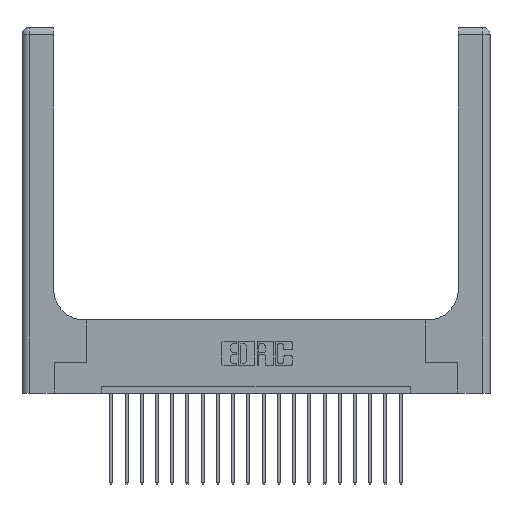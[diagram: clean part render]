
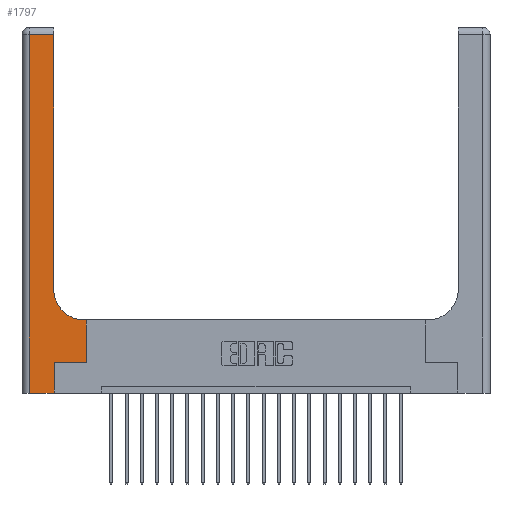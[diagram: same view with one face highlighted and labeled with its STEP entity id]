
A CAD part, top view. The second image highlights one B-rep face of the part: STEP entity #1797.
In plain terms, the highlighted planar face has unit normal (0, 0, 1).
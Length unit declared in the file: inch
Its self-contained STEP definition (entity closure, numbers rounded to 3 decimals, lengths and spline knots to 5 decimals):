
#528 = DIRECTION ( 'NONE',  ( 1., 0., 0. ) ) ;
#1754 = VERTEX_POINT ( 'NONE', #4919 ) ;
#1797 = ADVANCED_FACE ( 'NONE', ( #17387 ), #19585, .F. ) ;
#1845 = VECTOR ( 'NONE', #16019, 39.37008 ) ;
#2318 = DIRECTION ( 'NONE',  ( 0., 0., -1. ) ) ;
#2663 = VERTEX_POINT ( 'NONE', #12952 ) ;
#2745 = ORIENTED_EDGE ( 'NONE', *, *, #11378, .T. ) ;
#3561 = ORIENTED_EDGE ( 'NONE', *, *, #17049, .T. ) ;
#3706 = CARTESIAN_POINT ( 'NONE',  ( 0.528, 0.25, 0.37 ) ) ;
#3744 = DIRECTION ( 'NONE',  ( 0., 1., 0. ) ) ;
#4103 = DIRECTION ( 'NONE',  ( 1., 0., 0. ) ) ;
#4500 = ORIENTED_EDGE ( 'NONE', *, *, #20754, .T. ) ;
#4629 = LINE ( 'NONE', #17596, #9807 ) ;
#4862 = LINE ( 'NONE', #16331, #8966 ) ;
#4919 = CARTESIAN_POINT ( 'NONE',  ( 0.265, 0., 0.37 ) ) ;
#4966 = DIRECTION ( 'NONE',  ( 0., -1., 0. ) ) ;
#5418 = CARTESIAN_POINT ( 'NONE',  ( 0.26, 2.94, 0.37 ) ) ;
#6096 = VECTOR ( 'NONE', #8225, 39.37008 ) ;
#6190 = DIRECTION ( 'NONE',  ( -1., 0., 0. ) ) ;
#6556 = VERTEX_POINT ( 'NONE', #16698 ) ;
#6700 = EDGE_LOOP ( 'NONE', ( #4500, #13500, #17528, #15735, #13218, #2745, #9683, #11798, #3561 ) ) ;
#7022 = DIRECTION ( 'NONE',  ( 0., 1., 0. ) ) ;
#7607 = CARTESIAN_POINT ( 'NONE',  ( 0.528, 0.6, 0.37 ) ) ;
#7794 = LINE ( 'NONE', #11392, #7890 ) ;
#7890 = VECTOR ( 'NONE', #6190, 39.37008 ) ;
#7982 = LINE ( 'NONE', #14367, #11866 ) ;
#8225 = DIRECTION ( 'NONE',  ( -1., 0., 0. ) ) ;
#8643 = CARTESIAN_POINT ( 'NONE',  ( 0., 2.94, 0.37 ) ) ;
#8966 = VECTOR ( 'NONE', #4966, 39.37008 ) ;
#9038 = VERTEX_POINT ( 'NONE', #17774 ) ;
#9304 = EDGE_CURVE ( 'NONE', #14716, #2663, #11616, .T. ) ;
#9458 = CARTESIAN_POINT ( 'NONE',  ( 0.528, 0.25, 0.37 ) ) ;
#9469 = EDGE_CURVE ( 'NONE', #1754, #9038, #7982, .T. ) ;
#9683 = ORIENTED_EDGE ( 'NONE', *, *, #18788, .T. ) ;
#9807 = VECTOR ( 'NONE', #3744, 39.37008 ) ;
#9929 = AXIS2_PLACEMENT_3D ( 'NONE', #12903, #19381, #16174 ) ;
#10395 = VECTOR ( 'NONE', #7022, 39.37008 ) ;
#10930 = LINE ( 'NONE', #18671, #13286 ) ;
#10975 = DIRECTION ( 'NONE',  ( 0., 1., 0. ) ) ;
#11378 = EDGE_CURVE ( 'NONE', #9038, #20248, #10930, .T. ) ;
#11392 = CARTESIAN_POINT ( 'NONE',  ( 0.26, 0.6, 0.37 ) ) ;
#11451 = VERTEX_POINT ( 'NONE', #14626 ) ;
#11455 = LINE ( 'NONE', #17930, #1845 ) ;
#11616 = LINE ( 'NONE', #8643, #6096 ) ;
#11798 = ORIENTED_EDGE ( 'NONE', *, *, #12285, .T. ) ;
#11866 = VECTOR ( 'NONE', #10975, 39.37008 ) ;
#12285 = EDGE_CURVE ( 'NONE', #19303, #6556, #7794, .T. ) ;
#12903 = CARTESIAN_POINT ( 'NONE',  ( 0., 3., 0.37 ) ) ;
#12928 = CARTESIAN_POINT ( 'NONE',  ( 0.26, 0.85, 0.37 ) ) ;
#12952 = CARTESIAN_POINT ( 'NONE',  ( 0.06, 2.94, 0.37 ) ) ;
#13218 = ORIENTED_EDGE ( 'NONE', *, *, #9469, .T. ) ;
#13286 = VECTOR ( 'NONE', #4103, 39.37008 ) ;
#13500 = ORIENTED_EDGE ( 'NONE', *, *, #9304, .T. ) ;
#14367 = CARTESIAN_POINT ( 'NONE',  ( 0.265, 0., 0.37 ) ) ;
#14626 = CARTESIAN_POINT ( 'NONE',  ( 0.06, 0., 0.37 ) ) ;
#14716 = VERTEX_POINT ( 'NONE', #5418 ) ;
#14748 = AXIS2_PLACEMENT_3D ( 'NONE', #18374, #2318, #528 ) ;
#15735 = ORIENTED_EDGE ( 'NONE', *, *, #17222, .T. ) ;
#16019 = DIRECTION ( 'NONE',  ( 1., 0., 0. ) ) ;
#16044 = EDGE_CURVE ( 'NONE', #2663, #11451, #4862, .T. ) ;
#16174 = DIRECTION ( 'NONE',  ( -1., 0., 0. ) ) ;
#16331 = CARTESIAN_POINT ( 'NONE',  ( 0.06, 3., 0.37 ) ) ;
#16698 = CARTESIAN_POINT ( 'NONE',  ( 0.51, 0.6, 0.37 ) ) ;
#17049 = EDGE_CURVE ( 'NONE', #6556, #20784, #19502, .T. ) ;
#17222 = EDGE_CURVE ( 'NONE', #11451, #1754, #11455, .T. ) ;
#17387 = FACE_OUTER_BOUND ( 'NONE', #6700, .T. ) ;
#17528 = ORIENTED_EDGE ( 'NONE', *, *, #16044, .T. ) ;
#17596 = CARTESIAN_POINT ( 'NONE',  ( 0.26, 3., 0.37 ) ) ;
#17774 = CARTESIAN_POINT ( 'NONE',  ( 0.265, 0.25, 0.37 ) ) ;
#17930 = CARTESIAN_POINT ( 'NONE',  ( 0., 0., 0.37 ) ) ;
#18267 = LINE ( 'NONE', #3706, #10395 ) ;
#18374 = CARTESIAN_POINT ( 'NONE',  ( 0.51, 0.85, 0.37 ) ) ;
#18671 = CARTESIAN_POINT ( 'NONE',  ( 0.265, 0.25, 0.37 ) ) ;
#18788 = EDGE_CURVE ( 'NONE', #20248, #19303, #18267, .T. ) ;
#19303 = VERTEX_POINT ( 'NONE', #7607 ) ;
#19381 = DIRECTION ( 'NONE',  ( 0., 0., -1. ) ) ;
#19502 = CIRCLE ( 'NONE', #14748, 0.25 ) ;
#19585 = PLANE ( 'NONE',  #9929 ) ;
#20248 = VERTEX_POINT ( 'NONE', #9458 ) ;
#20754 = EDGE_CURVE ( 'NONE', #20784, #14716, #4629, .T. ) ;
#20784 = VERTEX_POINT ( 'NONE', #12928 ) ;
